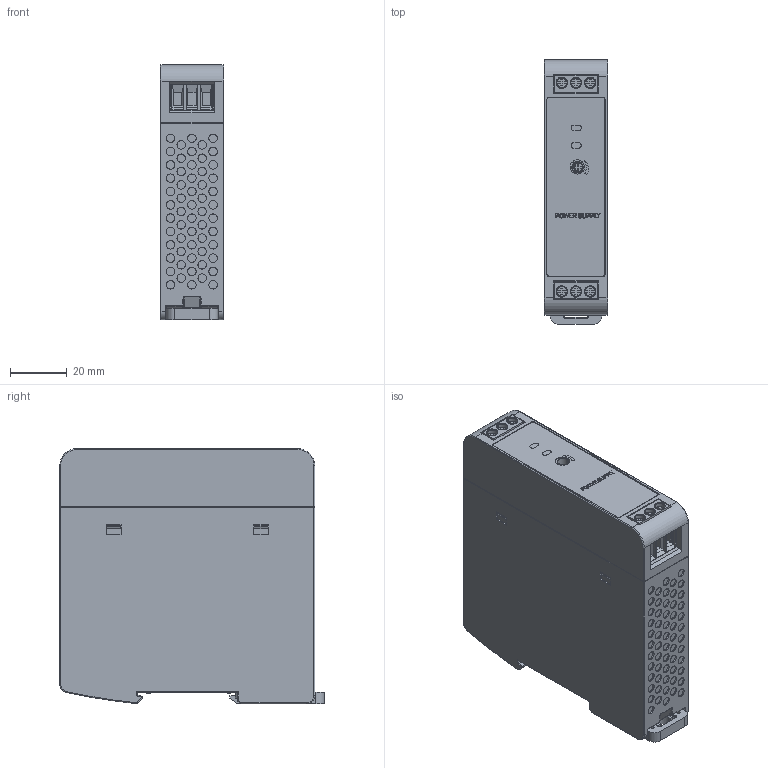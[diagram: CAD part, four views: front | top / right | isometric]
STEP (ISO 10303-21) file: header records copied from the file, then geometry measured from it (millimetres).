
FILE_DESCRIPTION (( 'STEP AP214' ), '1' );
FILE_NAME ('PSRS-12-15.STEP', '2025-09-03T18:23:32', ( '' ), ( '' ), 'SwSTEP 2.0', 'SolidWorks 2024', '' );
FILE_SCHEMA (( 'AUTOMOTIVE_DESIGN' ));
Length unit declared in the file: millimetre
Products named in the file (1): PSRS-12-15
Bounding box: 22.5 x 93.3 x 90.17 mm (x, y, z)
Volume: 174149.7 mm3; surface area: 28728.2 mm2
Topology: 1 solids, 12 shells, 1156 faces, 2889 edges, 1921 vertices
Faces by surface type: plane 635, cone 255, cylinder 183, torus 34, bspline 32, sphere 17
Entity records: 35525 total; most frequent: CARTESIAN_POINT 7493, DIRECTION 5824, ORIENTED_EDGE 5766, EDGE_CURVE 2883, AXIS2_PLACEMENT_3D 2040, VERTEX_POINT 1921, VECTOR 1744, LINE 1744
